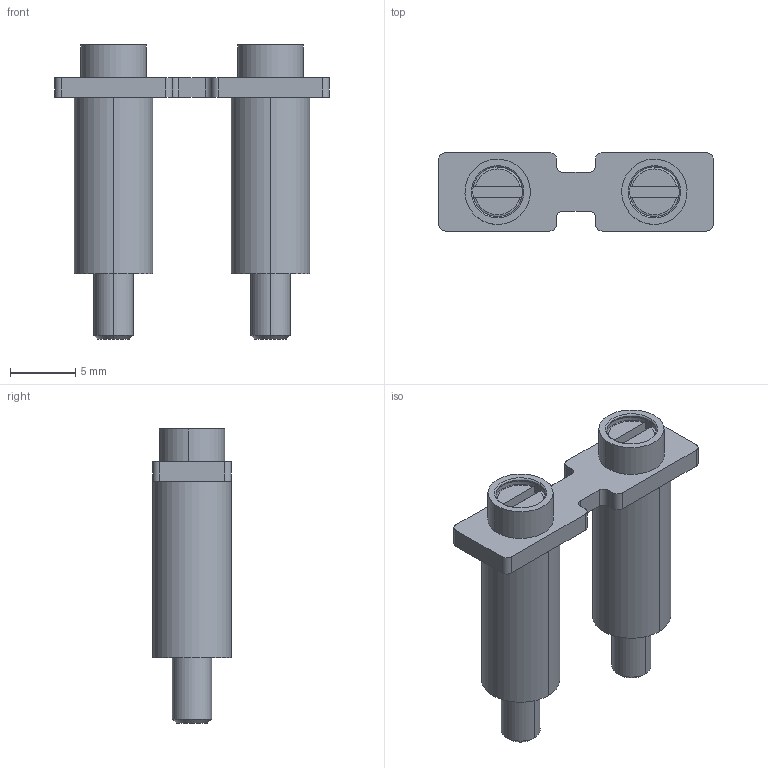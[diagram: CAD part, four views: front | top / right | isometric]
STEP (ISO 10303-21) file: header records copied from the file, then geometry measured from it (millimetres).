
FILE_DESCRIPTION (( 'STEP AP214' ), '1' );
FILE_NAME ('UK 16-2.STP', '2013-04-04T09:32:12', ( 'murat' ), ( 'Microsoft' ), 'SwSTEP 2.0', 'SolidWorks 2013', '' );
FILE_SCHEMA (( 'AUTOMOTIVE_DESIGN' ));
Length unit declared in the file: millimetre
Products named in the file (1): UK 16-2
Bounding box: 21 x 6 x 22.5 mm (x, y, z)
Volume: 990.7 mm3; surface area: 1840.3 mm2
Topology: 7 solids, 7 shells, 126 faces, 284 edges, 178 vertices
Faces by surface type: cylinder 56, plane 40, torus 22, cone 8
Entity records: 5078 total; most frequent: DIRECTION 690, CARTESIAN_POINT 629, ORIENTED_EDGE 568, AXIS2_PLACEMENT_3D 287, EDGE_CURVE 284, VERTEX_POINT 178, CIRCLE 160, EDGE_LOOP 144
